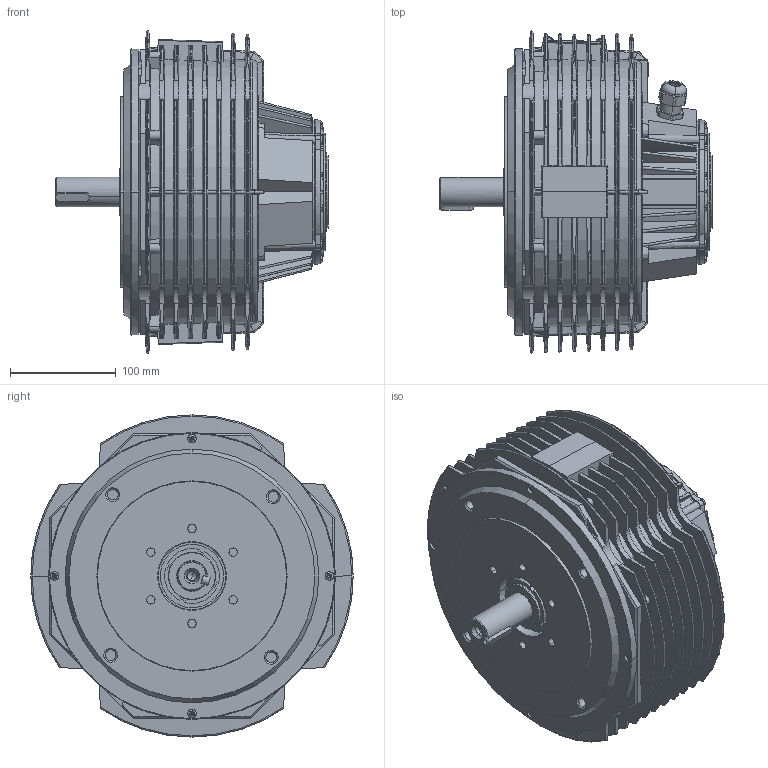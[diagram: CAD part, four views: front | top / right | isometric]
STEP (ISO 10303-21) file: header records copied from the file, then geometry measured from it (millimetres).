
FILE_DESCRIPTION((''),'2;1');
FILE_NAME('MSS-35 Basic.stp','2013-10-29T09:19:53',('arodrigo'),(''),'Autodesk Inventor 9','Autodesk Inventor 9','');
FILE_SCHEMA(('AUTOMOTIVE_DESIGN { 1 0 10303 214 1 1 1 1 }'));
Length unit declared in the file: millimetre
Products named in the file (1): Pieza1
Bounding box: 258 x 304.94 x 305 mm (x, y, z)
Volume: 8323167 mm3; surface area: 530404.4 mm2
Topology: 1 solids, 22 shells, 1673 faces, 4591 edges, 3002 vertices
Faces by surface type: plane 850, cylinder 238, bspline 219, cone 186, torus 140, sphere 40
Full cylindrical faces by diameter (mm): 4.5 x2
Entity records: 59774 total; most frequent: CARTESIAN_POINT 19049, ORIENTED_EDGE 9202, DIRECTION 8018, EDGE_CURVE 4601, VERTEX_POINT 3000, AXIS2_PLACEMENT_3D 2991, VECTOR 2036, LINE 2036
